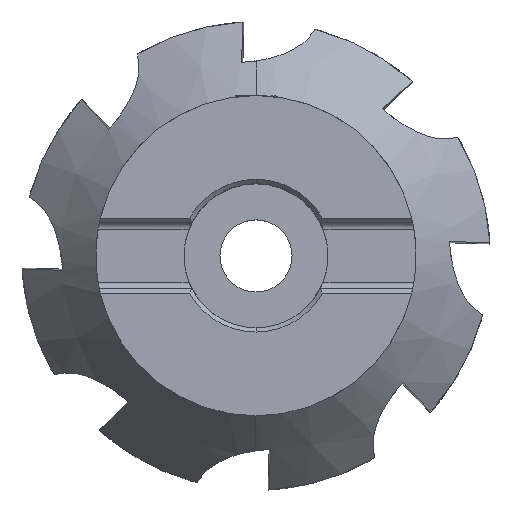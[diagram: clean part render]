
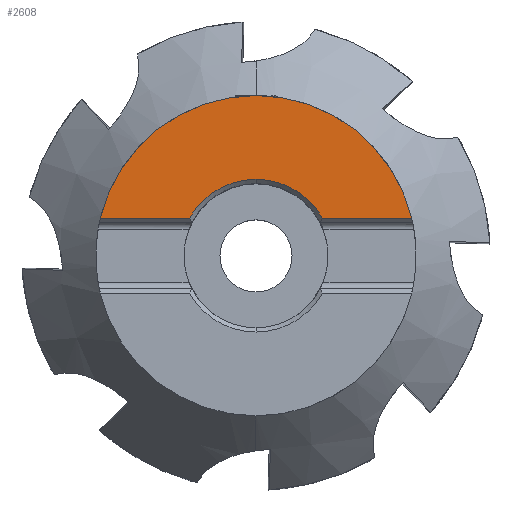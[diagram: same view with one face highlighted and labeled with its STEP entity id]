
A CAD part, top view. The second image highlights one B-rep face of the part: STEP entity #2608.
In plain terms, the highlighted planar face has unit normal (0, 0, 1).
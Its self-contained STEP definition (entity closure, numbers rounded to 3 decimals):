
#960=EDGE_CURVE('',#2430,#1628,#2844,.T.);
#1070=VERTEX_POINT('',#2960);
#1300=EDGE_CURVE('',#2132,#1572,#3211,.T.);
#1326=EDGE_CURVE('',#1820,#2132,#3240,.T.);
#1444=EDGE_CURVE('',#1572,#2430,#3372,.T.);
#1572=VERTEX_POINT('',#3512);
#1628=VERTEX_POINT('',#3574);
#1820=VERTEX_POINT('',#3783);
#2132=VERTEX_POINT('',#4126);
#2314=EDGE_CURVE('',#1820,#1070,#4321,.T.);
#2430=VERTEX_POINT('',#4453);
#2440=EDGE_CURVE('',#1070,#1628,#4463,.T.);
#2608=ADVANCED_FACE('',(#4642),#4643,.T.);
#2844=LINE('',#4895,#4896);
#2960=CARTESIAN_POINT('',(0.,30.0,0.0));
#3211=CIRCLE('',#5591,14.3);
#3240=LINE('',#5628,#5629);
#3372=CIRCLE('',#5891,14.3);
#3512=CARTESIAN_POINT('',(0.,14.3,0.0));
#3574=CARTESIAN_POINT('',(29.172,7.0,0.0));
#3783=CARTESIAN_POINT('',(-29.172,7.0,0.0));
#4126=CARTESIAN_POINT('',(-12.47,7.0,0.));
#4321=CIRCLE('',#7918,30.0);
#4453=CARTESIAN_POINT('',(12.47,7.0,0.));
#4463=CIRCLE('',#8188,30.0);
#4642=FACE_OUTER_BOUND('',#8609,.T.);
#4643=PLANE('',#8610);
#4895=CARTESIAN_POINT('',(15.0,7.0,0.));
#4896=VECTOR('',#9046,1.0);
#5591=AXIS2_PLACEMENT_3D('',#9389,#9390,#9391);
#5628=CARTESIAN_POINT('',(15.0,7.0,0.));
#5629=VECTOR('',#9431,1.0);
#5891=AXIS2_PLACEMENT_3D('',#9623,#9624,#9625);
#7918=AXIS2_PLACEMENT_3D('',#10685,#10686,#10687);
#8188=AXIS2_PLACEMENT_3D('',#10863,#10864,#10865);
#8609=EDGE_LOOP('',(#11033,#11034,#11035,#11036,#11037,#11038));
#8610=AXIS2_PLACEMENT_3D('',#11039,#11040,#11041);
#9046=DIRECTION('',(1.0,0.0,0.0));
#9389=CARTESIAN_POINT('',(0.0,0.0,0.0));
#9390=DIRECTION('',(-0.0,0.0,-1.0));
#9391=DIRECTION('',(0.0,1.0,0.0));
#9431=DIRECTION('',(1.0,0.0,0.0));
#9623=CARTESIAN_POINT('',(0.0,0.0,0.0));
#9624=DIRECTION('',(-0.0,0.0,-1.0));
#9625=DIRECTION('',(0.0,1.0,0.0));
#10685=CARTESIAN_POINT('',(0.0,0.0,0.0));
#10686=DIRECTION('',(0.0,0.0,-1.0));
#10687=DIRECTION('',(0.0,1.0,0.0));
#10863=CARTESIAN_POINT('',(0.0,0.0,0.0));
#10864=DIRECTION('',(0.0,0.0,-1.0));
#10865=DIRECTION('',(0.0,1.0,0.0));
#11033=ORIENTED_EDGE('',*,*,#1326,.T.);
#11034=ORIENTED_EDGE('',*,*,#1300,.T.);
#11035=ORIENTED_EDGE('',*,*,#1444,.T.);
#11036=ORIENTED_EDGE('',*,*,#960,.T.);
#11037=ORIENTED_EDGE('',*,*,#2440,.F.);
#11038=ORIENTED_EDGE('',*,*,#2314,.F.);
#11039=CARTESIAN_POINT('',(0.0,15.0,0.0));
#11040=DIRECTION('',(-0.0,0.0,1.0));
#11041=DIRECTION('',(0.0,-1.0,0.0));
